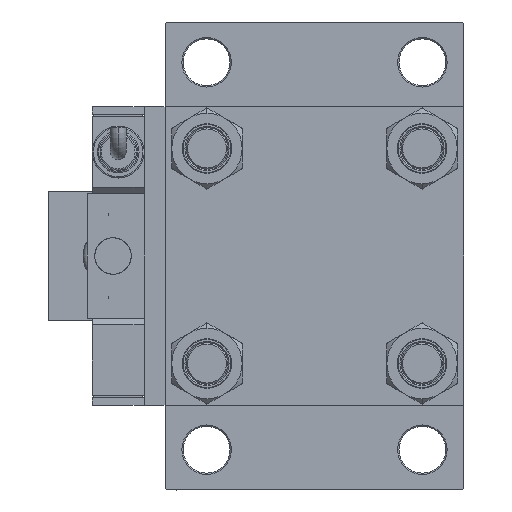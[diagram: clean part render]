
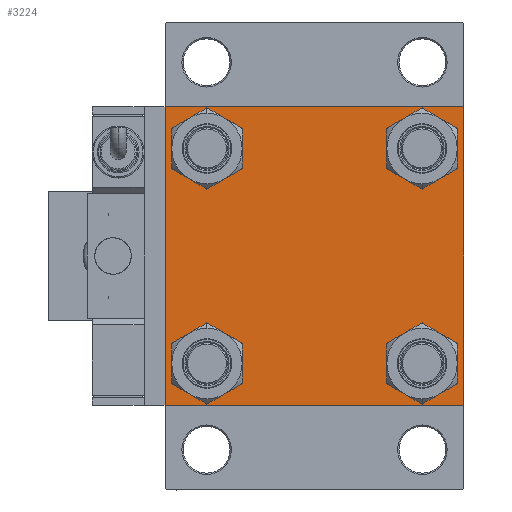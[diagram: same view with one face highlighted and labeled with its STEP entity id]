
A CAD part, left-side view. The second image highlights one B-rep face of the part: STEP entity #3224.
In plain terms, the highlighted planar face has unit normal (-1, 0, 0).
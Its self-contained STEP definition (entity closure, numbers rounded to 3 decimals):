
#103 = VECTOR ( 'NONE', #8881, 1000. ) ;
#268 = EDGE_CURVE ( 'NONE', #21009, #47339, #17120, .T. ) ;
#1837 = EDGE_CURVE ( 'NONE', #39259, #20145, #8539, .T. ) ;
#2157 = PLANE ( 'NONE',  #21982 ) ;
#2460 = CIRCLE ( 'NONE', #53593, 8.5 ) ;
#2908 = CARTESIAN_POINT ( 'NONE',  ( 0., 57.25, 57.25 ) ) ;
#3224 = ADVANCED_FACE ( 'NONE', ( #31087, #45109, #35292, #48766, #10844 ), #2157, .T. ) ;
#3575 = AXIS2_PLACEMENT_3D ( 'NONE', #31764, #46061, #32866 ) ;
#3860 = DIRECTION ( 'NONE',  ( 1., 0., 0. ) ) ;
#5233 = VECTOR ( 'NONE', #26392, 1000. ) ;
#5357 = VECTOR ( 'NONE', #22781, 1000. ) ;
#5623 = VERTEX_POINT ( 'NONE', #53990 ) ;
#5655 = LINE ( 'NONE', #6199, #5357 ) ;
#5657 = CARTESIAN_POINT ( 'NONE',  ( 0., 41.35, -41.35 ) ) ;
#5891 = ORIENTED_EDGE ( 'NONE', *, *, #49948, .T. ) ;
#6005 = CARTESIAN_POINT ( 'NONE',  ( 0., -41.35, -41.35 ) ) ;
#6199 = CARTESIAN_POINT ( 'NONE',  ( 0., 57.5, 57.5 ) ) ;
#7392 = DIRECTION ( 'NONE',  ( 0., 0.707, -0.707 ) ) ;
#7436 = EDGE_CURVE ( 'NONE', #25072, #32938, #10566, .T. ) ;
#7723 = CARTESIAN_POINT ( 'NONE',  ( 0., -41.35, -32.85 ) ) ;
#8539 = CIRCLE ( 'NONE', #30068, 8.5 ) ;
#8881 = DIRECTION ( 'NONE',  ( 0., 0.707, 0.707 ) ) ;
#9274 = EDGE_CURVE ( 'NONE', #14800, #47339, #39596, .T. ) ;
#9301 = CARTESIAN_POINT ( 'NONE',  ( 0., 57.5, -57.5 ) ) ;
#9408 = EDGE_LOOP ( 'NONE', ( #52709, #42760 ) ) ;
#9561 = ORIENTED_EDGE ( 'NONE', *, *, #40453, .T. ) ;
#9812 = VECTOR ( 'NONE', #7392, 1000. ) ;
#10113 = ORIENTED_EDGE ( 'NONE', *, *, #7436, .T. ) ;
#10123 = CARTESIAN_POINT ( 'NONE',  ( 0., -41.35, -41.35 ) ) ;
#10183 = CARTESIAN_POINT ( 'NONE',  ( 0., 57.5, 57.5 ) ) ;
#10237 = EDGE_LOOP ( 'NONE', ( #22614, #24059 ) ) ;
#10566 = LINE ( 'NONE', #31632, #12327 ) ;
#10585 = CIRCLE ( 'NONE', #47342, 8.5 ) ;
#10696 = DIRECTION ( 'NONE',  ( 0., 0., 1. ) ) ;
#10844 = FACE_OUTER_BOUND ( 'NONE', #53704, .T. ) ;
#11027 = EDGE_CURVE ( 'NONE', #20817, #18334, #50622, .T. ) ;
#11193 = CARTESIAN_POINT ( 'NONE',  ( 0., -41.35, 41.35 ) ) ;
#11344 = EDGE_CURVE ( 'NONE', #20817, #39242, #5655, .T. ) ;
#11395 = EDGE_CURVE ( 'NONE', #13350, #49800, #31333, .T. ) ;
#12171 = CARTESIAN_POINT ( 'NONE',  ( 0., -57.5, 57.5 ) ) ;
#12327 = VECTOR ( 'NONE', #40898, 1000. ) ;
#12385 = CARTESIAN_POINT ( 'NONE',  ( 0., 41.35, -49.85 ) ) ;
#12554 = DIRECTION ( 'NONE',  ( 0., 0., 1. ) ) ;
#13350 = VERTEX_POINT ( 'NONE', #14099 ) ;
#13406 = CARTESIAN_POINT ( 'NONE',  ( 0., 41.35, 41.35 ) ) ;
#13866 = DIRECTION ( 'NONE',  ( 0., 0., 1. ) ) ;
#13909 = CARTESIAN_POINT ( 'NONE',  ( 0., -57., -57.5 ) ) ;
#14099 = CARTESIAN_POINT ( 'NONE',  ( 0., -41.35, 32.85 ) ) ;
#14236 = DIRECTION ( 'NONE',  ( -1., 0., 0. ) ) ;
#14731 = EDGE_CURVE ( 'NONE', #32938, #21009, #51990, .T. ) ;
#14800 = VERTEX_POINT ( 'NONE', #37083 ) ;
#15014 = CARTESIAN_POINT ( 'NONE',  ( 0., 41.35, -32.85 ) ) ;
#16209 = CARTESIAN_POINT ( 'NONE',  ( 0., 57., 57.5 ) ) ;
#17120 = LINE ( 'NONE', #38724, #35062 ) ;
#18334 = VERTEX_POINT ( 'NONE', #23420 ) ;
#19902 = ORIENTED_EDGE ( 'NONE', *, *, #9274, .F. ) ;
#20145 = VERTEX_POINT ( 'NONE', #12385 ) ;
#20166 = AXIS2_PLACEMENT_3D ( 'NONE', #10123, #26690, #40439 ) ;
#20739 = VERTEX_POINT ( 'NONE', #40642 ) ;
#20817 = VERTEX_POINT ( 'NONE', #16209 ) ;
#21009 = VERTEX_POINT ( 'NONE', #13909 ) ;
#21438 = VERTEX_POINT ( 'NONE', #27590 ) ;
#21982 = AXIS2_PLACEMENT_3D ( 'NONE', #40347, #14236, #44551 ) ;
#22259 = ORIENTED_EDGE ( 'NONE', *, *, #11344, .F. ) ;
#22389 = DIRECTION ( 'NONE',  ( 1., 0., 0. ) ) ;
#22614 = ORIENTED_EDGE ( 'NONE', *, *, #26121, .T. ) ;
#22781 = DIRECTION ( 'NONE',  ( 0., -1., 0. ) ) ;
#23136 = DIRECTION ( 'NONE',  ( 0., 0., 1. ) ) ;
#23420 = CARTESIAN_POINT ( 'NONE',  ( 0., 57.5, 57. ) ) ;
#23897 = DIRECTION ( 'NONE',  ( 1., 0., 0. ) ) ;
#24059 = ORIENTED_EDGE ( 'NONE', *, *, #11395, .T. ) ;
#25072 = VERTEX_POINT ( 'NONE', #40128 ) ;
#25683 = CARTESIAN_POINT ( 'NONE',  ( 0., 41.35, 41.35 ) ) ;
#25713 = CARTESIAN_POINT ( 'NONE',  ( 0., -57., 57.5 ) ) ;
#26121 = EDGE_CURVE ( 'NONE', #49800, #13350, #2460, .T. ) ;
#26392 = DIRECTION ( 'NONE',  ( 0., 0., -1. ) ) ;
#26430 = DIRECTION ( 'NONE',  ( 0., -1., 0. ) ) ;
#26440 = AXIS2_PLACEMENT_3D ( 'NONE', #6005, #52069, #23136 ) ;
#26624 = DIRECTION ( 'NONE',  ( 0., -0.707, 0.707 ) ) ;
#26690 = DIRECTION ( 'NONE',  ( 1., 0., 0. ) ) ;
#26782 = ORIENTED_EDGE ( 'NONE', *, *, #27274, .T. ) ;
#27274 = EDGE_CURVE ( 'NONE', #5623, #20739, #10585, .T. ) ;
#27590 = CARTESIAN_POINT ( 'NONE',  ( 0., -41.35, -49.85 ) ) ;
#29441 = DIRECTION ( 'NONE',  ( 1., 0., 0. ) ) ;
#30068 = AXIS2_PLACEMENT_3D ( 'NONE', #5657, #23897, #10696 ) ;
#31087 = FACE_BOUND ( 'NONE', #10237, .T. ) ;
#31333 = CIRCLE ( 'NONE', #3575, 8.5 ) ;
#31525 = LINE ( 'NONE', #10183, #34308 ) ;
#31632 = CARTESIAN_POINT ( 'NONE',  ( 0., 57.25, -57.25 ) ) ;
#31764 = CARTESIAN_POINT ( 'NONE',  ( 0., -41.35, 41.35 ) ) ;
#32478 = ORIENTED_EDGE ( 'NONE', *, *, #11027, .T. ) ;
#32552 = ORIENTED_EDGE ( 'NONE', *, *, #14731, .T. ) ;
#32866 = DIRECTION ( 'NONE',  ( 0., 0., 1. ) ) ;
#32938 = VERTEX_POINT ( 'NONE', #51359 ) ;
#33270 = EDGE_CURVE ( 'NONE', #14800, #39242, #51836, .T. ) ;
#34308 = VECTOR ( 'NONE', #35177, 1000. ) ;
#34432 = AXIS2_PLACEMENT_3D ( 'NONE', #55514, #3860, #12554 ) ;
#35062 = VECTOR ( 'NONE', #26624, 1000. ) ;
#35177 = DIRECTION ( 'NONE',  ( 0., 0., -1. ) ) ;
#35292 = FACE_BOUND ( 'NONE', #44833, .T. ) ;
#37083 = CARTESIAN_POINT ( 'NONE',  ( 0., -57.5, 57. ) ) ;
#37208 = CIRCLE ( 'NONE', #20166, 8.5 ) ;
#38566 = VECTOR ( 'NONE', #26430, 1000. ) ;
#38724 = CARTESIAN_POINT ( 'NONE',  ( 0., -57.25, -57.25 ) ) ;
#39242 = VERTEX_POINT ( 'NONE', #25713 ) ;
#39259 = VERTEX_POINT ( 'NONE', #15014 ) ;
#39596 = LINE ( 'NONE', #12171, #5233 ) ;
#39882 = AXIS2_PLACEMENT_3D ( 'NONE', #25683, #42814, #13866 ) ;
#40128 = CARTESIAN_POINT ( 'NONE',  ( 0., 57.5, -57. ) ) ;
#40347 = CARTESIAN_POINT ( 'NONE',  ( 0., 0., 0. ) ) ;
#40439 = DIRECTION ( 'NONE',  ( 0., 0., 1. ) ) ;
#40453 = EDGE_CURVE ( 'NONE', #18334, #25072, #31525, .T. ) ;
#40642 = CARTESIAN_POINT ( 'NONE',  ( 0., 41.35, 49.85 ) ) ;
#40898 = DIRECTION ( 'NONE',  ( 0., -0.707, -0.707 ) ) ;
#42760 = ORIENTED_EDGE ( 'NONE', *, *, #52116, .T. ) ;
#42792 = VERTEX_POINT ( 'NONE', #7723 ) ;
#42814 = DIRECTION ( 'NONE',  ( 1., 0., 0. ) ) ;
#43130 = ORIENTED_EDGE ( 'NONE', *, *, #33270, .T. ) ;
#43737 = EDGE_CURVE ( 'NONE', #20739, #5623, #51540, .T. ) ;
#43957 = ORIENTED_EDGE ( 'NONE', *, *, #43737, .T. ) ;
#44011 = DIRECTION ( 'NONE',  ( 0., 0., 1. ) ) ;
#44551 = DIRECTION ( 'NONE',  ( 0., 0., 1. ) ) ;
#44774 = EDGE_CURVE ( 'NONE', #42792, #21438, #54262, .T. ) ;
#44833 = EDGE_LOOP ( 'NONE', ( #50296, #5891 ) ) ;
#45109 = FACE_BOUND ( 'NONE', #9408, .T. ) ;
#45428 = CARTESIAN_POINT ( 'NONE',  ( 0., -41.35, 49.85 ) ) ;
#46061 = DIRECTION ( 'NONE',  ( 1., 0., 0. ) ) ;
#47116 = DIRECTION ( 'NONE',  ( 0., 0., 1. ) ) ;
#47339 = VERTEX_POINT ( 'NONE', #50208 ) ;
#47342 = AXIS2_PLACEMENT_3D ( 'NONE', #13406, #22389, #44011 ) ;
#48766 = FACE_BOUND ( 'NONE', #50378, .T. ) ;
#49800 = VERTEX_POINT ( 'NONE', #45428 ) ;
#49948 = EDGE_CURVE ( 'NONE', #20145, #39259, #54155, .T. ) ;
#50208 = CARTESIAN_POINT ( 'NONE',  ( 0., -57.5, -57. ) ) ;
#50296 = ORIENTED_EDGE ( 'NONE', *, *, #1837, .T. ) ;
#50378 = EDGE_LOOP ( 'NONE', ( #43957, #26782 ) ) ;
#50622 = LINE ( 'NONE', #2908, #9812 ) ;
#51359 = CARTESIAN_POINT ( 'NONE',  ( 0., 57., -57.5 ) ) ;
#51540 = CIRCLE ( 'NONE', #39882, 8.5 ) ;
#51836 = LINE ( 'NONE', #55230, #103 ) ;
#51990 = LINE ( 'NONE', #9301, #38566 ) ;
#52069 = DIRECTION ( 'NONE',  ( 1., 0., 0. ) ) ;
#52116 = EDGE_CURVE ( 'NONE', #21438, #42792, #37208, .T. ) ;
#52206 = ORIENTED_EDGE ( 'NONE', *, *, #268, .T. ) ;
#52709 = ORIENTED_EDGE ( 'NONE', *, *, #44774, .T. ) ;
#53593 = AXIS2_PLACEMENT_3D ( 'NONE', #11193, #29441, #47116 ) ;
#53704 = EDGE_LOOP ( 'NONE', ( #9561, #10113, #32552, #52206, #19902, #43130, #22259, #32478 ) ) ;
#53990 = CARTESIAN_POINT ( 'NONE',  ( 0., 41.35, 32.85 ) ) ;
#54155 = CIRCLE ( 'NONE', #34432, 8.5 ) ;
#54262 = CIRCLE ( 'NONE', #26440, 8.5 ) ;
#55230 = CARTESIAN_POINT ( 'NONE',  ( 0., -57.25, 57.25 ) ) ;
#55514 = CARTESIAN_POINT ( 'NONE',  ( 0., 41.35, -41.35 ) ) ;
